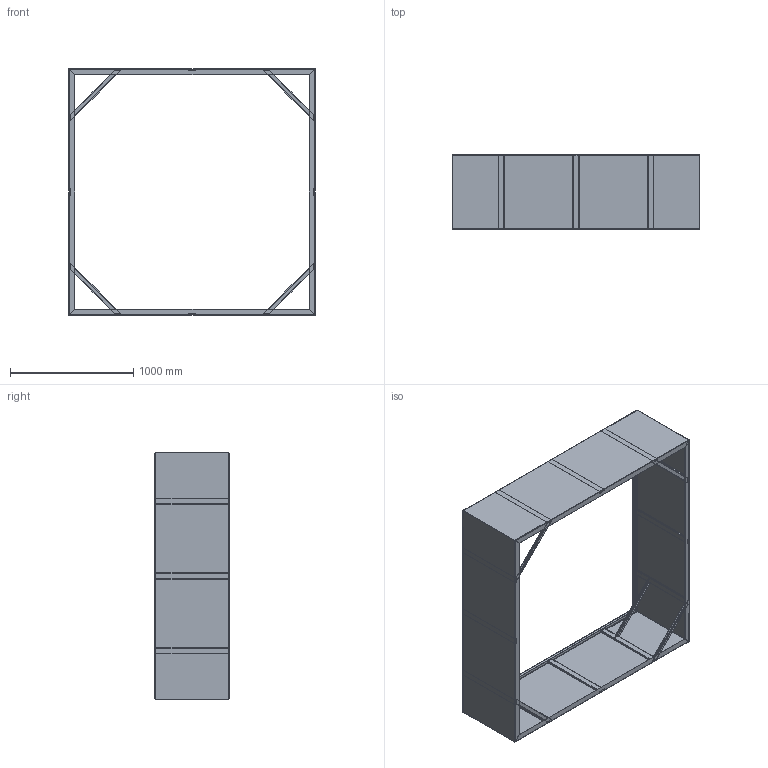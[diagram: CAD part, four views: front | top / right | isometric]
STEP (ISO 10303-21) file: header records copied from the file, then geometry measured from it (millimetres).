
FILE_DESCRIPTION (( 'STEP AP203' ), '1' );
FILE_NAME ('CAW1.2.step', '2021-09-14T09:07:13', ( '' ), ( '' ), 'SwSTEP 2.0', 'SolidWorks 2021', '' );
FILE_SCHEMA (( 'CONFIG_CONTROL_DESIGN' ));
Length unit declared in the file: millimetre
Products named in the file (4): CAW1.2; CAW1.2 Reinforcement; CAW1.2 Reinforcement corner; CAW1.2  wall 1
Assembly tree (24 placements, depth 2):
  CAW1.2
    CAW1.2  wall 1  x4
    CAW1.2 Reinforcement  x12
    CAW1.2 Reinforcement corner  x8
Bounding box: 2000 x 600 x 2000 mm (x, y, z)
Volume: 12909922 mm3; surface area: 13003592.6 mm2
Topology: 24 solids, 24 shells, 632 faces, 1336 edges, 752 vertices
Faces by surface type: plane 472, cylinder 104, bspline 56
Entity records: 3458 total; most frequent: CARTESIAN_POINT 719, DIRECTION 368, ORIENTED_EDGE 356, EDGE_CURVE 178, LINE 150, VECTOR 150, AXIS2_PLACEMENT_3D 109, VERTEX_POINT 100
